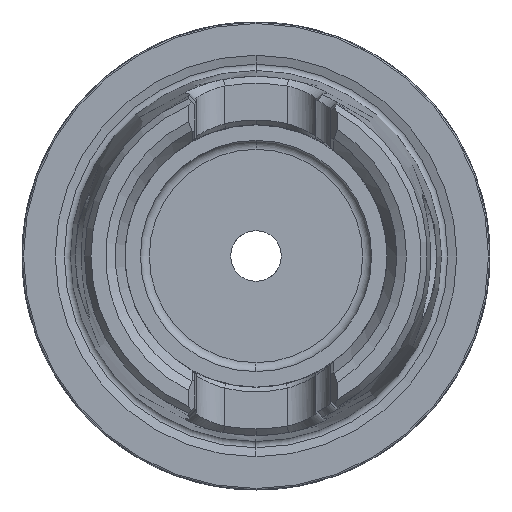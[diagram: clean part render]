
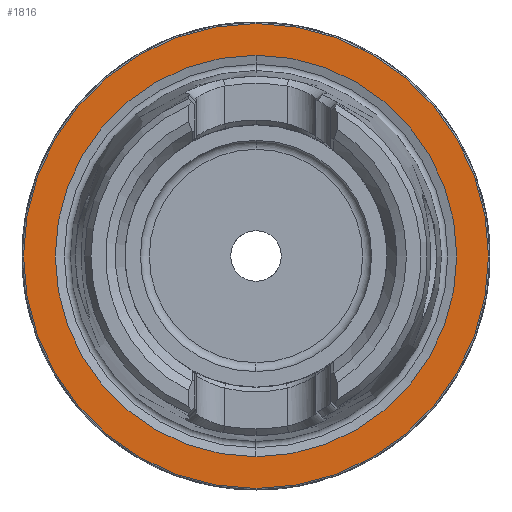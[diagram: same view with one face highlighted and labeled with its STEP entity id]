
A CAD part, left-side view. The second image highlights one B-rep face of the part: STEP entity #1816.
In plain terms, the highlighted planar face has unit normal (-1, 0, 0).
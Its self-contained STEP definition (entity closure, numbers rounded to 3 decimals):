
#70 = CARTESIAN_POINT ( 'NONE',  ( 0., 0., 31.275 ) ) ;
#227 = CARTESIAN_POINT ( 'NONE',  ( 0., 0., 0. ) ) ;
#228 = DIRECTION ( 'NONE',  ( -1., 0., 0. ) ) ;
#229 = DIRECTION ( 'NONE',  ( 0., 0., 1. ) ) ;
#641 = CARTESIAN_POINT ( 'NONE',  ( 0., 0., 0. ) ) ;
#642 = DIRECTION ( 'NONE',  ( -1., 0., 0. ) ) ;
#643 = DIRECTION ( 'NONE',  ( 0., 0., 1. ) ) ;
#1816 = ADVANCED_FACE ( 'NONE', ( #2575, #11057 ), #2576, .F. ) ;
#2557 = CARTESIAN_POINT ( 'NONE',  ( 0., 31.275, 0. ) ) ;
#2558 = DIRECTION ( 'NONE',  ( 1., 0., 0. ) ) ;
#2559 = DIRECTION ( 'NONE',  ( 0., 0., -1. ) ) ;
#2575 = FACE_BOUND ( 'NONE', #9802, .T. ) ;
#2576 = PLANE ( 'NONE',  #4860 ) ;
#4860 = AXIS2_PLACEMENT_3D ( 'NONE', #2557, #2558, #2559 ) ;
#4977 = CARTESIAN_POINT ( 'NONE',  ( 0., 0., -27. ) ) ;
#5137 = CARTESIAN_POINT ( 'NONE',  ( 0., 0., 27. ) ) ;
#5297 = CARTESIAN_POINT ( 'NONE',  ( 0., 0., -31.275 ) ) ;
#7315 = CARTESIAN_POINT ( 'NONE',  ( 0., 0., 0. ) ) ;
#7316 = DIRECTION ( 'NONE',  ( -1., 0., 0. ) ) ;
#7317 = DIRECTION ( 'NONE',  ( 0., 0., 1. ) ) ;
#7332 = CARTESIAN_POINT ( 'NONE',  ( 0., 0., 0. ) ) ;
#7333 = DIRECTION ( 'NONE',  ( -1., 0., 0. ) ) ;
#7334 = DIRECTION ( 'NONE',  ( 0., 0., 1. ) ) ;
#8162 = CIRCLE ( 'NONE', #8238, 27. ) ;
#8238 = AXIS2_PLACEMENT_3D ( 'NONE', #641, #642, #643 ) ;
#8436 = ORIENTED_EDGE ( 'NONE', *, *, #12478, .F. ) ;
#8438 = ORIENTED_EDGE ( 'NONE', *, *, #9887, .F. ) ;
#8439 = ORIENTED_EDGE ( 'NONE', *, *, #12399, .T. ) ;
#8441 = ORIENTED_EDGE ( 'NONE', *, *, #9892, .T. ) ;
#9249 = CIRCLE ( 'NONE', #9252, 31.275 ) ;
#9252 = AXIS2_PLACEMENT_3D ( 'NONE', #7332, #7333, #7334 ) ;
#9262 = AXIS2_PLACEMENT_3D ( 'NONE', #7315, #7316, #7317 ) ;
#9492 = CIRCLE ( 'NONE', #9262, 27. ) ;
#9628 = CIRCLE ( 'NONE', #9630, 31.275 ) ;
#9630 = AXIS2_PLACEMENT_3D ( 'NONE', #227, #228, #229 ) ;
#9795 = EDGE_LOOP ( 'NONE', ( #8441, #8439 ) ) ;
#9802 = EDGE_LOOP ( 'NONE', ( #8436, #8438 ) ) ;
#9887 = EDGE_CURVE ( 'NONE', #10157, #10289, #9492, .T. ) ;
#9892 = EDGE_CURVE ( 'NONE', #10695, #10510, #9249, .T. ) ;
#10157 = VERTEX_POINT ( 'NONE', #4977 ) ;
#10289 = VERTEX_POINT ( 'NONE', #5137 ) ;
#10510 = VERTEX_POINT ( 'NONE', #5297 ) ;
#10695 = VERTEX_POINT ( 'NONE', #70 ) ;
#11057 = FACE_OUTER_BOUND ( 'NONE', #9795, .T. ) ;
#12399 = EDGE_CURVE ( 'NONE', #10510, #10695, #9628, .T. ) ;
#12478 = EDGE_CURVE ( 'NONE', #10289, #10157, #8162, .T. ) ;
